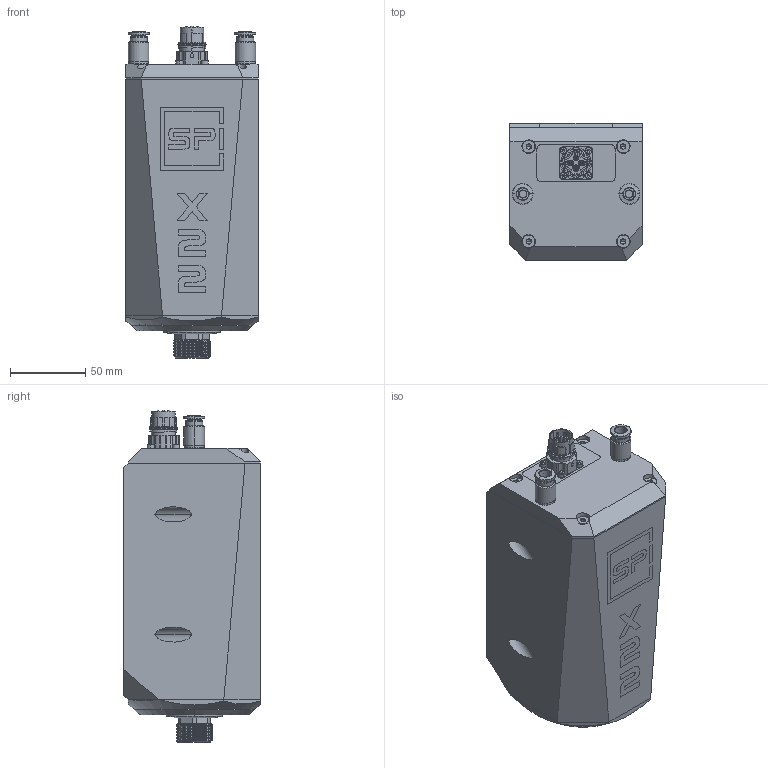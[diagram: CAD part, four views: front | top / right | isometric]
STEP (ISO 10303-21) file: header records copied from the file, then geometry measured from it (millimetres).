
FILE_DESCRIPTION (( 'STEP AP214' ), '1' );
FILE_NAME ('A00015.STEP', '2021-08-31T11:46:23', ( '' ), ( '' ), 'SwSTEP 2.0', 'SolidWorks 2020', '' );
FILE_SCHEMA (( 'AUTOMOTIVE_DESIGN' ));
Length unit declared in the file: millimetre
Products named in the file (1): A00015
Bounding box: 88 x 91 x 220.95 mm (x, y, z)
Volume: 1262942.1 mm3; surface area: 162536.9 mm2
Topology: 27 solids, 31 shells, 1739 faces, 4425 edges, 2785 vertices
Faces by surface type: cylinder 869, plane 499, cone 263, torus 79, bspline 29
Entity records: 69694 total; most frequent: CARTESIAN_POINT 15498, DIRECTION 9019, ORIENTED_EDGE 8686, EDGE_CURVE 4343, AXIS2_PLACEMENT_3D 3520, VERTEX_POINT 2785, EDGE_LOOP 1990, LINE 1979
